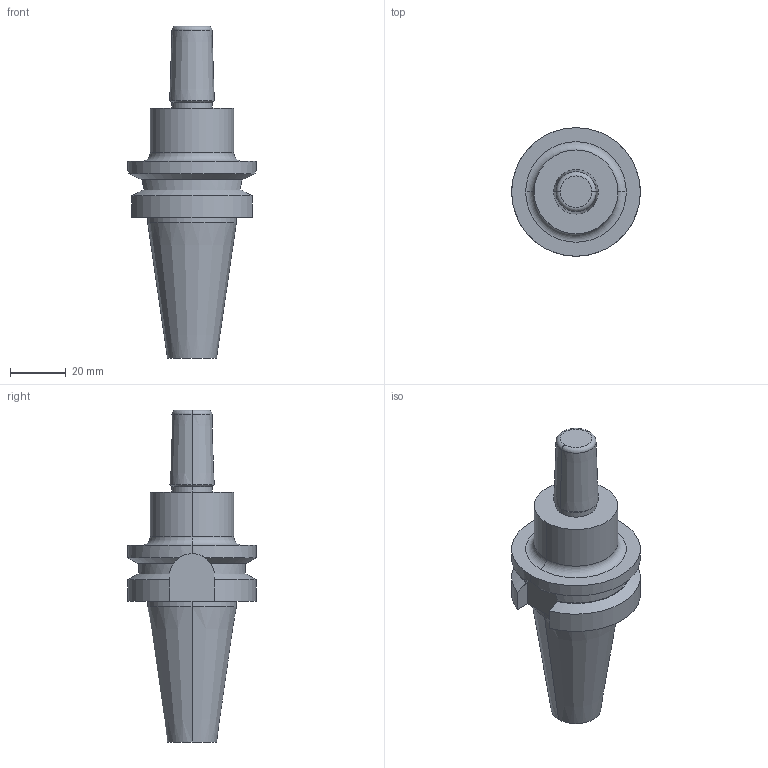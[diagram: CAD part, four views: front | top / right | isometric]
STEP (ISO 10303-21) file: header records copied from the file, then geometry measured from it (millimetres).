
FILE_DESCRIPTION (( 'STEP AP203' ), '1' );
FILE_NAME ('STP-16504.STEP', '2020-06-29T02:48:22', ( '' ), ( '' ), 'SwSTEP 2.0', 'SolidWorks 2017', '' );
FILE_SCHEMA (( 'CONFIG_CONTROL_DESIGN' ));
Length unit declared in the file: millimetre
Products named in the file (1): STP-16504
Bounding box: 46 x 46 x 118.8 mm (x, y, z)
Volume: 68227.4 mm3; surface area: 14516.9 mm2
Topology: 1 solids, 1 shells, 54 faces, 128 edges, 80 vertices
Faces by surface type: cylinder 21, plane 17, cone 12, torus 4
Entity records: 1692 total; most frequent: CARTESIAN_POINT 365, DIRECTION 273, ORIENTED_EDGE 252, EDGE_CURVE 126, AXIS2_PLACEMENT_3D 112, VERTEX_POINT 80, EDGE_LOOP 60, CIRCLE 57
